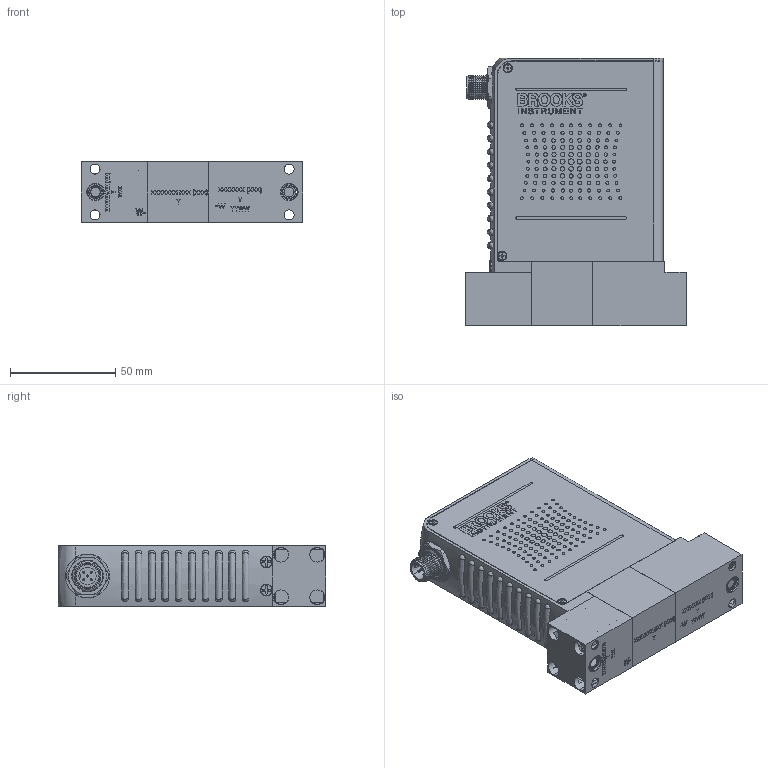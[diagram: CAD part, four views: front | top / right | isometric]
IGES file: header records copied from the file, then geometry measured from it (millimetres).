
Start section: SolidWorks IGES file using analytic representation for surfaces
Global section: file name: GF100-GF120-GF125-WX-DX.IGS; native system: SolidWorks 2019; preprocessor: SolidWorks 2019; author: CFehr; date: 191216.132041; units: inch
Bounding box: 104.95 x 127 x 28.45 mm (x, y, z)
Volume: 54319.4 mm3; surface area: 79225.1 mm2
Topology: 49 solids, 49 shells, 4052 faces, 10464 edges, 6855 vertices
Faces by surface type: plane 2054, bspline 1348, revolution 650
